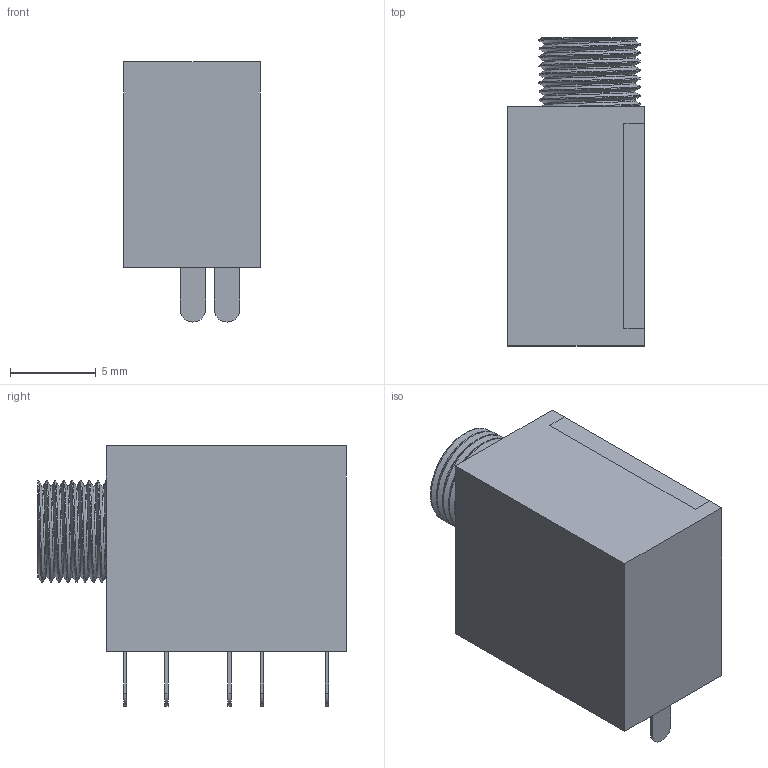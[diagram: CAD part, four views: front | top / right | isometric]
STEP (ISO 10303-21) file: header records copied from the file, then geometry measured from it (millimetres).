
FILE_DESCRIPTION(/* description */ (''),/* implementation_level */ '2;1');
FILE_NAME(/* name */ 'MJ-354W-SG.step',/* time_stamp */ '2023-09-19T03:21:20+09:00',/* author */ (''),/* organization */ (''),/* preprocessor_version */ 'ST-DEVELOPER v20',/* originating_system */ 'Autodesk Translation Framework v12.9.0.99',/* authorisation */ '');
FILE_SCHEMA (('AUTOMOTIVE_DESIGN { 1 0 10303 214 3 1 1 }'));
Length unit declared in the file: millimetre
Products named in the file (1): MJ-354W-SG
Bounding box: 8 x 18 x 15.2 mm (x, y, z)
Volume: 1407.2 mm3; surface area: 1344.3 mm2
Topology: 8 solids, 8 shells, 69 faces, 159 edges, 106 vertices
Faces by surface type: plane 43, cylinder 24, bspline 2
Full cylindrical faces by diameter (mm): 3.6 x1, 5.351 x2, 5.927 x4
Entity records: 3238 total; most frequent: CARTESIAN_POINT 1679, ORIENTED_EDGE 318, DIRECTION 271, EDGE_CURVE 159, VERTEX_POINT 106, LINE 103, VECTOR 103, AXIS2_PLACEMENT_3D 84
